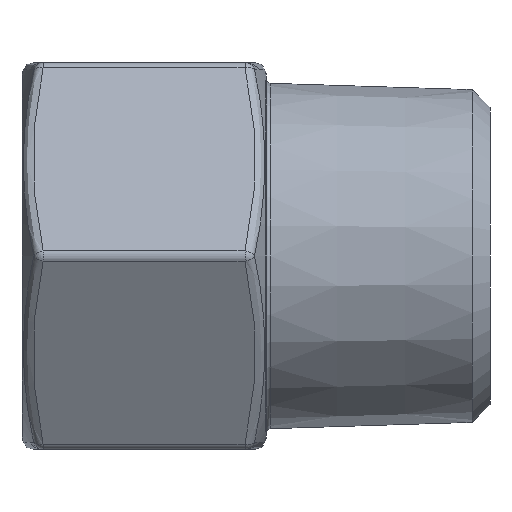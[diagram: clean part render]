
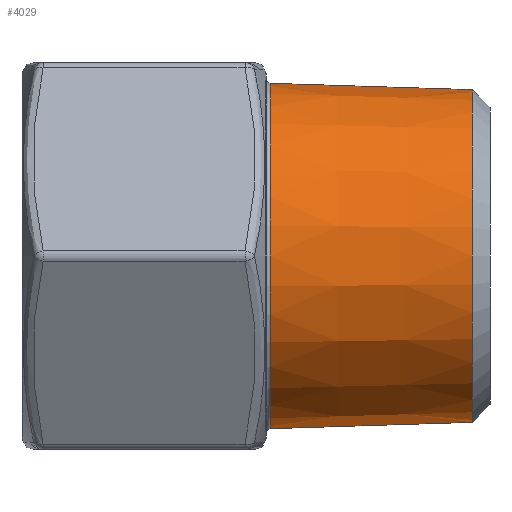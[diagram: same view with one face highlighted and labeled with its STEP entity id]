
A CAD part, front view. The second image highlights one B-rep face of the part: STEP entity #4029.
In plain terms, the highlighted conical face has half-angle 1.79 degrees and reference radius 16.351 mm.
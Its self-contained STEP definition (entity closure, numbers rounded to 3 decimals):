
#78 = LINE ( 'NONE', #6200, #15010 ) ;
#91 = DIRECTION ( 'NONE',  ( -1., 0., 0. ) ) ;
#243 = VERTEX_POINT ( 'NONE', #1493 ) ;
#506 = CARTESIAN_POINT ( 'NONE',  ( 44.233, 0., -16.351 ) ) ;
#769 = EDGE_CURVE ( 'NONE', #9123, #9932, #2490, .T. ) ;
#1493 = CARTESIAN_POINT ( 'NONE',  ( 44.233, 0., 16.351 ) ) ;
#2122 = EDGE_CURVE ( 'NONE', #243, #9123, #78, .T. ) ;
#2252 = ORIENTED_EDGE ( 'NONE', *, *, #2122, .T. ) ;
#2490 = CIRCLE ( 'NONE', #3798, 16.971 ) ;
#2619 = ORIENTED_EDGE ( 'NONE', *, *, #769, .T. ) ;
#3798 = AXIS2_PLACEMENT_3D ( 'NONE', #10749, #17774, #7937 ) ;
#4029 = ADVANCED_FACE ( 'NONE', ( #12612 ), #9698, .T. ) ;
#5649 = ORIENTED_EDGE ( 'NONE', *, *, #12983, .F. ) ;
#5741 = AXIS2_PLACEMENT_3D ( 'NONE', #8331, #15515, #18376 ) ;
#6200 = CARTESIAN_POINT ( 'NONE',  ( 44.233, 0., 16.351 ) ) ;
#7324 = DIRECTION ( 'NONE',  ( -1., 0., -0.031 ) ) ;
#7937 = DIRECTION ( 'NONE',  ( 0., 0., 1. ) ) ;
#8331 = CARTESIAN_POINT ( 'NONE',  ( 44.233, 0., 0. ) ) ;
#8719 = DIRECTION ( 'NONE',  ( 0., 0., 1. ) ) ;
#8824 = EDGE_LOOP ( 'NONE', ( #5649, #10673, #2252, #2619 ) ) ;
#8864 = DIRECTION ( 'NONE',  ( -1., 0., 0.031 ) ) ;
#9123 = VERTEX_POINT ( 'NONE', #10090 ) ;
#9698 = CONICAL_SURFACE ( 'NONE', #15753, 16.351, 0.031 ) ;
#9932 = VERTEX_POINT ( 'NONE', #10682 ) ;
#10090 = CARTESIAN_POINT ( 'NONE',  ( 24.388, 0., 16.971 ) ) ;
#10156 = VERTEX_POINT ( 'NONE', #506 ) ;
#10673 = ORIENTED_EDGE ( 'NONE', *, *, #11039, .T. ) ;
#10682 = CARTESIAN_POINT ( 'NONE',  ( 24.388, 0., -16.971 ) ) ;
#10749 = CARTESIAN_POINT ( 'NONE',  ( 24.388, 0., 0. ) ) ;
#11039 = EDGE_CURVE ( 'NONE', #10156, #243, #16429, .T. ) ;
#12612 = FACE_OUTER_BOUND ( 'NONE', #8824, .T. ) ;
#12983 = EDGE_CURVE ( 'NONE', #10156, #9932, #14576, .T. ) ;
#13026 = VECTOR ( 'NONE', #7324, 1000. ) ;
#14576 = LINE ( 'NONE', #17227, #13026 ) ;
#15010 = VECTOR ( 'NONE', #8864, 1000. ) ;
#15515 = DIRECTION ( 'NONE',  ( -1., 0., 0. ) ) ;
#15587 = CARTESIAN_POINT ( 'NONE',  ( 44.233, 0., 0. ) ) ;
#15753 = AXIS2_PLACEMENT_3D ( 'NONE', #15587, #91, #8719 ) ;
#16429 = CIRCLE ( 'NONE', #5741, 16.351 ) ;
#17227 = CARTESIAN_POINT ( 'NONE',  ( 44.233, 0., -16.351 ) ) ;
#17774 = DIRECTION ( 'NONE',  ( 1., 0., 0. ) ) ;
#18376 = DIRECTION ( 'NONE',  ( 0., 0., 1. ) ) ;
